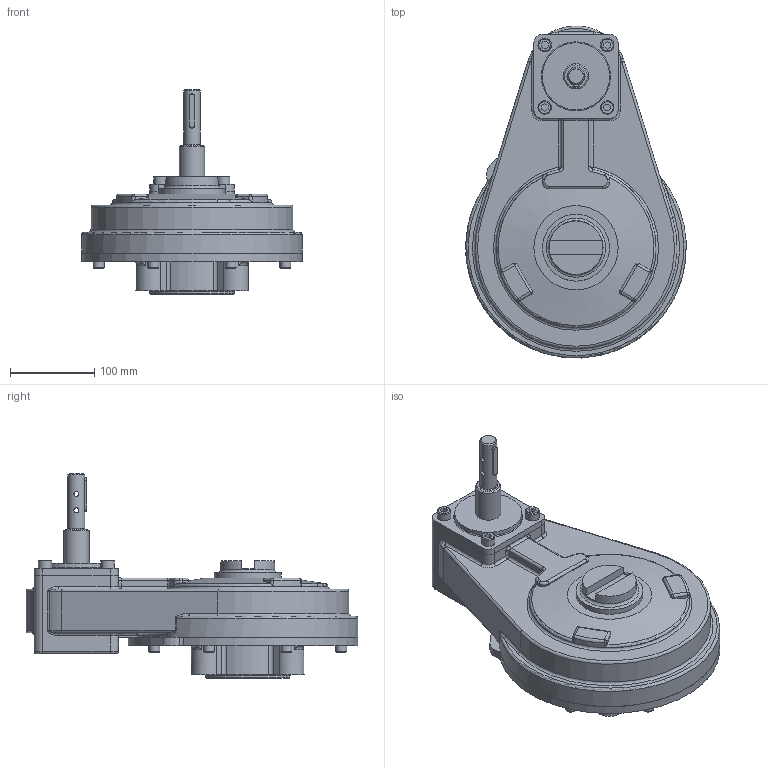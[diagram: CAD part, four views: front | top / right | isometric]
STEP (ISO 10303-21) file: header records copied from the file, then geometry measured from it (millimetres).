
FILE_DESCRIPTION( ( 'Unknown' ), '1' );
FILE_NAME( 'PUB-HOS5-46-F14.stp', 'Unknown', ( 'Unknown' ), ( 'Unknown' ), 'PSStep 16.0.42', 'Unknown', ' ' );
FILE_SCHEMA( ( 'AUTOMOTIVE_DESIGN { 1 0 10303 214 1 1 1 1 }' ) );
Length unit declared in the file: millimetre
Products named in the file (21): 1; 2; 3; 4; 5; 6; 7; 8; 9; 10; 11; 12; 13; 14; 15; 16; 17; 18; 19; 20; 21
Bounding box: 261.87 x 394.17 x 242.9 mm (x, y, z)
Surface area: 338341.5 mm2 (no closed solid volume)
Topology: 0 solids, 477 shells, 477 faces, 2192 edges, 2098 vertices
Faces by surface type: plane 177, cylinder 165, torus 59, sphere 38, cone 26, bspline 12
Full cylindrical faces by diameter (mm): 6 x2, 13 x8, 14 x4, 16 x4, 20 x1, 30 x1, 70 x1, 79.375 x1, 80 x1, 100 x1, 110 x1
Entity records: 32982 total; most frequent: CARTESIAN_POINT 12344, DIRECTION 3777, VERTEX_POINT 2077, ORIENTED_EDGE 2073, EDGE_CURVE 2073, AXIS2_PLACEMENT_3D 1378, LINE 1021, VECTOR 1021
